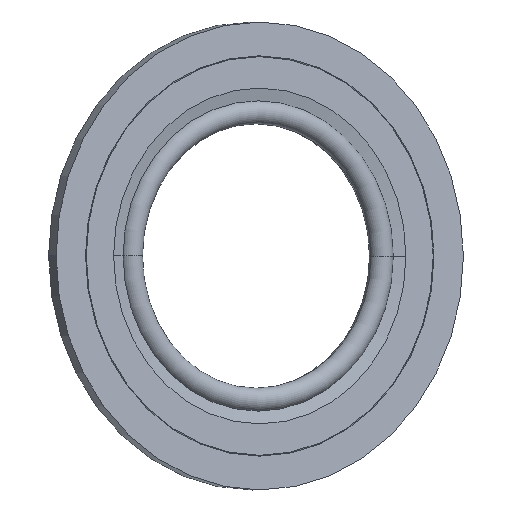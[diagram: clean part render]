
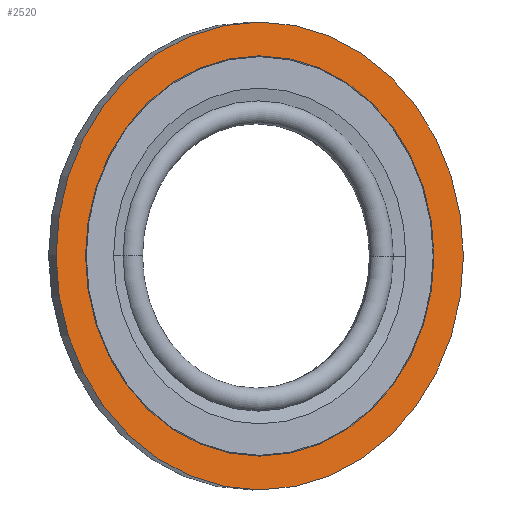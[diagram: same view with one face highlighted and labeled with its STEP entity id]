
A CAD part, top view. The second image highlights one B-rep face of the part: STEP entity #2520.
In plain terms, the highlighted face is planar.
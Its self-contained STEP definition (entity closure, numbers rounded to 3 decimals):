
#1680=CARTESIAN_POINT('',(-54.,0.,-1.75));
#1690=VERTEX_POINT('',#1680);
#1770=CARTESIAN_POINT('',(54.,0.,-1.75));
#1780=VERTEX_POINT('',#1770);
#1810=CARTESIAN_POINT('',(0.,0.,-1.75));
#1820=DIRECTION('',(-0.,0.,-1.));
#1830=DIRECTION('',(-1.,0.,0.));
#1840=AXIS2_PLACEMENT_3D('',#1810,#1820,#1830);
#1850=CIRCLE('',#1840,54.);
#1860=EDGE_CURVE('',#1780,#1690,#1850,.T.);
#2270=CARTESIAN_POINT('',(46.2,0.,-1.75));
#2280=DIRECTION('',(0.,0.,-1.));
#2290=DIRECTION('',(-1.,0.,0.));
#2300=AXIS2_PLACEMENT_3D('',#2270,#2280,#2290);
#2310=PLANE('',#2300);
#2320=EDGE_CURVE('',#1690,#1780,#1850,.T.);
#2330=ORIENTED_EDGE('',*,*,#2320,.T.);
#2340=ORIENTED_EDGE('',*,*,#1860,.T.);
#2350=EDGE_LOOP('',(#2340,#2330));
#2360=FACE_OUTER_BOUND('',#2350,.T.);
#2370=CARTESIAN_POINT('',(0.,0.,-1.75));
#2380=DIRECTION('',(0.,0.,1.));
#2390=DIRECTION('',(1.,0.,0.));
#2400=AXIS2_PLACEMENT_3D('',#2370,#2380,#2390);
#2410=CIRCLE('',#2400,46.2);
#2420=CARTESIAN_POINT('',(-46.2,0.,-1.75));
#2430=VERTEX_POINT('',#2420);
#2440=CARTESIAN_POINT('',(46.2,0.,-1.75));
#2450=VERTEX_POINT('',#2440);
#2460=EDGE_CURVE('',#2430,#2450,#2410,.T.);
#2470=ORIENTED_EDGE('',*,*,#2460,.T.);
#2480=EDGE_CURVE('',#2450,#2430,#2410,.T.);
#2490=ORIENTED_EDGE('',*,*,#2480,.T.);
#2500=EDGE_LOOP('',(#2490,#2470));
#2510=FACE_BOUND('',#2500,.T.);
#2520=ADVANCED_FACE('',(#2360,#2510),#2310,.T.);
